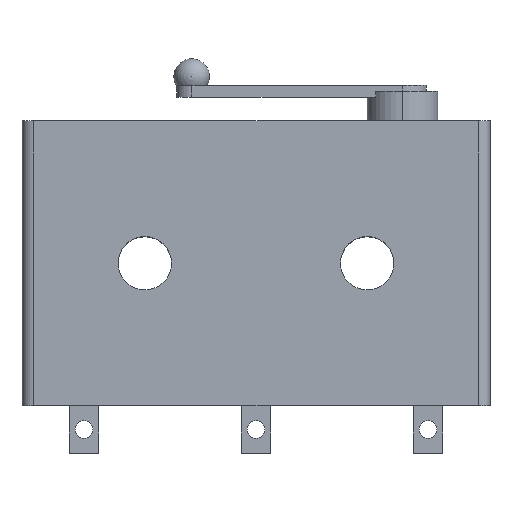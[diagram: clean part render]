
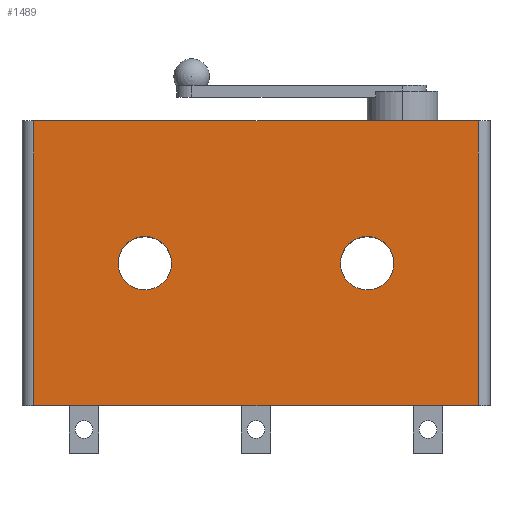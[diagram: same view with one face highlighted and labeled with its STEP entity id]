
A CAD part, top view. The second image highlights one B-rep face of the part: STEP entity #1489.
In plain terms, the highlighted planar face has unit normal (0, 0, 1).
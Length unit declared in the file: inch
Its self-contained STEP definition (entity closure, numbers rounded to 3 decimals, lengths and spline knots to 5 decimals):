
#29 = EDGE_LOOP ( 'NONE', ( #672, #429 ) ) ;
#32 = VERTEX_POINT ( 'NONE', #107 ) ;
#60 = DIRECTION ( 'NONE',  ( 0., 0., -1. ) ) ;
#72 = CARTESIAN_POINT ( 'NONE',  ( 0.2325, 0., 0.25 ) ) ;
#107 = CARTESIAN_POINT ( 'NONE',  ( -0.3745, -0.24, 0.25 ) ) ;
#118 = CARTESIAN_POINT ( 'NONE',  ( 0.1425, 0., 0.25 ) ) ;
#124 = EDGE_CURVE ( 'NONE', #184, #412, #458, .T. ) ;
#131 = ORIENTED_EDGE ( 'NONE', *, *, #1318, .T. ) ;
#179 = DIRECTION ( 'NONE',  ( -1., 0., 0. ) ) ;
#184 = VERTEX_POINT ( 'NONE', #1309 ) ;
#187 = CARTESIAN_POINT ( 'NONE',  ( 0., 0., 0.25 ) ) ;
#219 = LINE ( 'NONE', #689, #401 ) ;
#226 = AXIS2_PLACEMENT_3D ( 'NONE', #187, #60, #179 ) ;
#242 = CARTESIAN_POINT ( 'NONE',  ( 0.3745, 0.24, 0.25 ) ) ;
#289 = DIRECTION ( 'NONE',  ( 0., -1., 0. ) ) ;
#327 = VECTOR ( 'NONE', #289, 39.37008 ) ;
#334 = AXIS2_PLACEMENT_3D ( 'NONE', #848, #480, #1068 ) ;
#355 = EDGE_CURVE ( 'NONE', #1394, #751, #729, .T. ) ;
#397 = CARTESIAN_POINT ( 'NONE',  ( -0.3945, -0.24, 0.25 ) ) ;
#401 = VECTOR ( 'NONE', #1515, 39.37008 ) ;
#412 = VERTEX_POINT ( 'NONE', #1033 ) ;
#413 = DIRECTION ( 'NONE',  ( 1., 0., 0. ) ) ;
#429 = ORIENTED_EDGE ( 'NONE', *, *, #355, .F. ) ;
#431 = VERTEX_POINT ( 'NONE', #1497 ) ;
#437 = ORIENTED_EDGE ( 'NONE', *, *, #750, .T. ) ;
#441 = DIRECTION ( 'NONE',  ( 1., 0., 0. ) ) ;
#452 = CIRCLE ( 'NONE', #869, 0.045 ) ;
#454 = DIRECTION ( 'NONE',  ( 0., 0., 1. ) ) ;
#458 = CIRCLE ( 'NONE', #334, 0.045 ) ;
#480 = DIRECTION ( 'NONE',  ( 0., 0., 1. ) ) ;
#519 = VERTEX_POINT ( 'NONE', #242 ) ;
#541 = PLANE ( 'NONE',  #226 ) ;
#556 = EDGE_LOOP ( 'NONE', ( #577, #437, #131, #926 ) ) ;
#577 = ORIENTED_EDGE ( 'NONE', *, *, #674, .T. ) ;
#641 = CARTESIAN_POINT ( 'NONE',  ( 0.3745, 0., 0.25 ) ) ;
#652 = FACE_BOUND ( 'NONE', #29, .T. ) ;
#658 = DIRECTION ( 'NONE',  ( 0., 1., 0. ) ) ;
#672 = ORIENTED_EDGE ( 'NONE', *, *, #1234, .F. ) ;
#674 = EDGE_CURVE ( 'NONE', #32, #1268, #996, .T. ) ;
#689 = CARTESIAN_POINT ( 'NONE',  ( -0.3945, 0.24, 0.25 ) ) ;
#729 = CIRCLE ( 'NONE', #1047, 0.045 ) ;
#740 = CARTESIAN_POINT ( 'NONE',  ( -0.3745, 0., 0.25 ) ) ;
#750 = EDGE_CURVE ( 'NONE', #1268, #519, #875, .T. ) ;
#751 = VERTEX_POINT ( 'NONE', #72 ) ;
#774 = CARTESIAN_POINT ( 'NONE',  ( 0.1875, 0., 0.25 ) ) ;
#802 = CARTESIAN_POINT ( 'NONE',  ( 0.3745, -0.24, 0.25 ) ) ;
#848 = CARTESIAN_POINT ( 'NONE',  ( -0.1875, 0., 0.25 ) ) ;
#869 = AXIS2_PLACEMENT_3D ( 'NONE', #1266, #916, #441 ) ;
#875 = LINE ( 'NONE', #641, #1239 ) ;
#915 = VECTOR ( 'NONE', #413, 39.37008 ) ;
#916 = DIRECTION ( 'NONE',  ( 0., 0., 1. ) ) ;
#926 = ORIENTED_EDGE ( 'NONE', *, *, #1155, .T. ) ;
#927 = DIRECTION ( 'NONE',  ( 1., 0., 0. ) ) ;
#954 = EDGE_LOOP ( 'NONE', ( #958, #1352 ) ) ;
#956 = DIRECTION ( 'NONE',  ( 1., 0., 0. ) ) ;
#957 = EDGE_CURVE ( 'NONE', #412, #184, #1338, .T. ) ;
#958 = ORIENTED_EDGE ( 'NONE', *, *, #124, .F. ) ;
#996 = LINE ( 'NONE', #397, #915 ) ;
#1033 = CARTESIAN_POINT ( 'NONE',  ( -0.2325, 0., 0.25 ) ) ;
#1047 = AXIS2_PLACEMENT_3D ( 'NONE', #774, #454, #927 ) ;
#1068 = DIRECTION ( 'NONE',  ( 1., 0., 0. ) ) ;
#1085 = FACE_OUTER_BOUND ( 'NONE', #556, .T. ) ;
#1155 = EDGE_CURVE ( 'NONE', #431, #32, #1460, .T. ) ;
#1173 = DIRECTION ( 'NONE',  ( 0., 0., 1. ) ) ;
#1234 = EDGE_CURVE ( 'NONE', #751, #1394, #452, .T. ) ;
#1239 = VECTOR ( 'NONE', #658, 39.37008 ) ;
#1248 = FACE_BOUND ( 'NONE', #954, .T. ) ;
#1263 = AXIS2_PLACEMENT_3D ( 'NONE', #1407, #1173, #956 ) ;
#1266 = CARTESIAN_POINT ( 'NONE',  ( 0.1875, 0., 0.25 ) ) ;
#1268 = VERTEX_POINT ( 'NONE', #802 ) ;
#1309 = CARTESIAN_POINT ( 'NONE',  ( -0.1425, 0., 0.25 ) ) ;
#1318 = EDGE_CURVE ( 'NONE', #519, #431, #219, .T. ) ;
#1338 = CIRCLE ( 'NONE', #1263, 0.045 ) ;
#1352 = ORIENTED_EDGE ( 'NONE', *, *, #957, .F. ) ;
#1394 = VERTEX_POINT ( 'NONE', #118 ) ;
#1407 = CARTESIAN_POINT ( 'NONE',  ( -0.1875, 0., 0.25 ) ) ;
#1460 = LINE ( 'NONE', #740, #327 ) ;
#1489 = ADVANCED_FACE ( 'NONE', ( #1248, #652, #1085 ), #541, .F. ) ;
#1497 = CARTESIAN_POINT ( 'NONE',  ( -0.3745, 0.24, 0.25 ) ) ;
#1515 = DIRECTION ( 'NONE',  ( -1., 0., 0. ) ) ;
